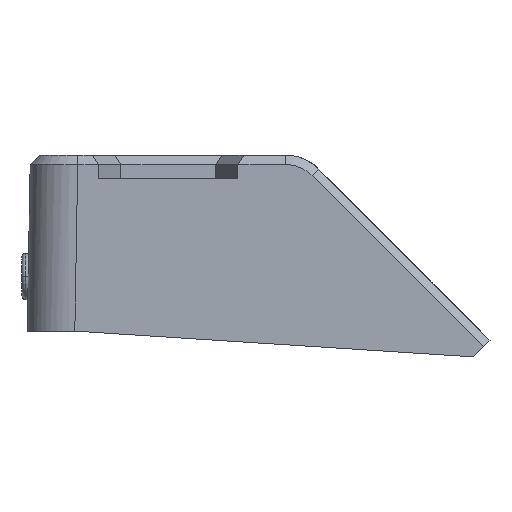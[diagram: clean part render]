
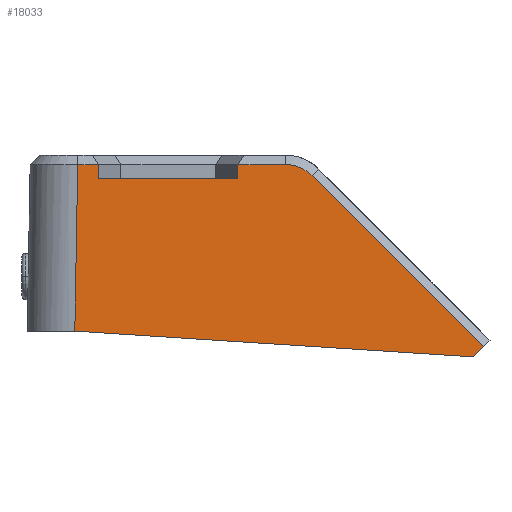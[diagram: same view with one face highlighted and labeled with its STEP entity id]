
A CAD part, left-side view. The second image highlights one B-rep face of the part: STEP entity #18033.
In plain terms, the highlighted planar face has unit normal (-1, 0, 0.018).
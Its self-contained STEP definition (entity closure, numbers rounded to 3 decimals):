
#12849=DIRECTION('',(-0.012,0.707,-0.707));
#12850=VECTOR('',#12849,1.2);
#12851=CARTESIAN_POINT('',(-43.781,-27.491,
-13.722));
#12852=LINE('',#12851,#12850);
#12856=DIRECTION('',(0.001,0.998,0.065));
#12857=VECTOR('',#12856,33.571);
#12858=CARTESIAN_POINT('',(-43.796,-26.642,
-14.571));
#12859=LINE('',#12858,#12857);
#12863=DIRECTION('',(-0.017,0.017,-1.));
#12864=VECTOR('',#12863,14.008);
#12865=CARTESIAN_POINT('',(-43.514,6.614,
1.604));
#12866=LINE('',#12865,#12864);
#12870=DIRECTION('',(0.,1.,0.));
#12871=VECTOR('',#12870,1.758);
#12872=CARTESIAN_POINT('',(-43.514,4.856,
1.604));
#12873=LINE('',#12872,#12871);
#12877=DIRECTION('',(-0.017,-0.011,-1.));
#12878=VECTOR('',#12877,1.204);
#12879=CARTESIAN_POINT('',(-43.514,4.856,
1.604));
#12880=LINE('',#12879,#12878);
#12884=DIRECTION('',(0.,-1.,0.));
#12885=VECTOR('',#12884,11.686);
#12886=CARTESIAN_POINT('',(-43.535,4.843,0.4));
#12887=LINE('',#12886,#12885);
#12891=DIRECTION('',(-0.017,0.011,-1.));
#12892=VECTOR('',#12891,1.204);
#12893=CARTESIAN_POINT('',(-43.514,-6.856,
1.604));
#12894=LINE('',#12893,#12892);
#12898=DIRECTION('',(0.,1.,0.));
#12899=VECTOR('',#12898,3.987);
#12900=CARTESIAN_POINT('',(-43.514,-10.843,
1.604));
#12901=LINE('',#12900,#12899);
#12905=CARTESIAN_POINT('',(-43.53,-13.099,
0.67));
#12906=CARTESIAN_POINT('',(-43.528,-12.951,
0.817));
#12907=CARTESIAN_POINT('',(-43.523,-12.627,
1.084));
#12908=CARTESIAN_POINT('',(-43.518,-12.072,
1.38));
#12909=CARTESIAN_POINT('',(-43.515,-11.47,
1.563));
#12910=CARTESIAN_POINT('',(-43.514,-11.052,
1.604));
#12911=CARTESIAN_POINT('',(-43.514,-10.843,
1.604));
#12916=DIRECTION('',(0.012,0.707,0.707));
#12917=VECTOR('',#12916,20.355);
#12918=CARTESIAN_POINT('',(-43.781,-27.491,
-13.722));
#12919=LINE('',#12918,#12917);
#14378=VERTEX_POINT('',#12905);
#14379=VERTEX_POINT('',#12911);
#14382=CARTESIAN_POINT('',(-43.514,4.856,
1.604));
#14383=CARTESIAN_POINT('',(-43.514,6.614,
1.604));
#14384=VERTEX_POINT('',#14382);
#14385=VERTEX_POINT('',#14383);
#14412=CARTESIAN_POINT('',(-43.781,-27.491,
-13.722));
#14413=VERTEX_POINT('',#14412);
#14444=CARTESIAN_POINT('',(-43.796,-26.642,
-14.571));
#14445=CARTESIAN_POINT('',(-43.758,6.859,
-12.4));
#14446=VERTEX_POINT('',#14444);
#14447=VERTEX_POINT('',#14445);
#14660=CARTESIAN_POINT('',(-43.535,4.843,0.4));
#14661=CARTESIAN_POINT('',(-43.535,-6.843,0.4));
#14662=VERTEX_POINT('',#14660);
#14663=VERTEX_POINT('',#14661);
#14700=CARTESIAN_POINT('',(-43.514,-6.856,
1.604));
#14701=VERTEX_POINT('',#14700);
#18008=CARTESIAN_POINT('',(-43.5,11.76,2.4));
#18009=DIRECTION('',(1.,0.,-0.017));
#18010=DIRECTION('',(0.,1.,0.));
#18011=AXIS2_PLACEMENT_3D('',#18008,#18009,#18010);
#18012=PLANE('',#18011);
#18013=ORIENTED_EDGE('',*,*,#17995,.T.);
#18014=ORIENTED_EDGE('',*,*,#17377,.T.);
#18016=ORIENTED_EDGE('',*,*,#18015,.F.);
#18018=ORIENTED_EDGE('',*,*,#18017,.F.);
#18020=ORIENTED_EDGE('',*,*,#18019,.T.);
#18022=ORIENTED_EDGE('',*,*,#18021,.T.);
#18024=ORIENTED_EDGE('',*,*,#18023,.F.);
#18026=ORIENTED_EDGE('',*,*,#18025,.F.);
#18028=ORIENTED_EDGE('',*,*,#18027,.F.);
#18030=ORIENTED_EDGE('',*,*,#18029,.F.);
#18031=EDGE_LOOP('',(#18013,#18014,#18016,#18018,#18020,#18022,#18024,#18026,
#18028,#18030));
#18032=FACE_OUTER_BOUND('',#18031,.F.);
#12912=B_SPLINE_CURVE_WITH_KNOTS('',3,(#12905,#12906,#12907,#12908,#12909,
#12910,#12911),.UNSPECIFIED.,.F.,.F.,(4,1,1,1,4),(0.,0.25,
0.5,0.75,1.),.UNSPECIFIED.);
#17377=EDGE_CURVE('',#14446,#14447,#12859,.T.);
#17995=EDGE_CURVE('',#14413,#14446,#12852,.T.);
#18015=EDGE_CURVE('',#14385,#14447,#12866,.T.);
#18017=EDGE_CURVE('',#14384,#14385,#12873,.T.);
#18019=EDGE_CURVE('',#14384,#14662,#12880,.T.);
#18021=EDGE_CURVE('',#14662,#14663,#12887,.T.);
#18023=EDGE_CURVE('',#14701,#14663,#12894,.T.);
#18025=EDGE_CURVE('',#14379,#14701,#12901,.T.);
#18027=EDGE_CURVE('',#14378,#14379,#12912,.T.);
#18029=EDGE_CURVE('',#14413,#14378,#12919,.T.);
#18033=ADVANCED_FACE('',(#18032),#18012,.F.);
